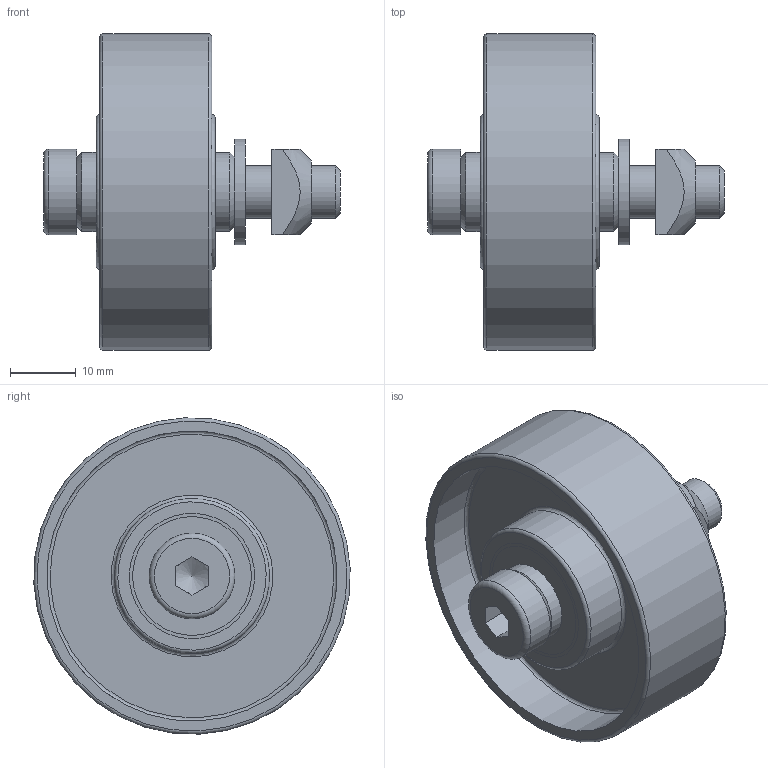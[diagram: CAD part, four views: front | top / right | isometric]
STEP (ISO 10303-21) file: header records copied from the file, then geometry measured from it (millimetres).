
FILE_DESCRIPTION((''),'2;1');
FILE_NAME('700111.ipt.stp','2010-09-05T12:23:18',(''),(''),'Autodesk Inventor 2010','Autodesk Inventor 2010','');
FILE_SCHEMA(('AUTOMOTIVE_DESIGN { 1 0 10303 214 1 1 1 1 }'));
Length unit declared in the file: millimetre
Products named in the file (1): 700111
Bounding box: 45 x 47.95 x 47.95 mm (x, y, z)
Volume: 17410.2 mm3; surface area: 16113.2 mm2
Topology: 15 solids, 15 shells, 107 faces, 247 edges, 159 vertices
Faces by surface type: plane 45, cylinder 36, bspline 8, sphere 8, cone 5, torus 5
Full cylindrical faces by diameter (mm): 8 x1, 8.3 x1, 8.4 x1, 12 x4, 13 x1, 14 x2, 16 x1, 18 x2, 19 x2, 23.5 x2, 44 x2, 48 x1
Entity records: 3670 total; most frequent: CARTESIAN_POINT 1325, DIRECTION 436, ORIENTED_EDGE 372, AXIS2_PLACEMENT_3D 192, EDGE_CURVE 186, EDGE_LOOP 162, VERTEX_POINT 152, STYLED_ITEM 122
